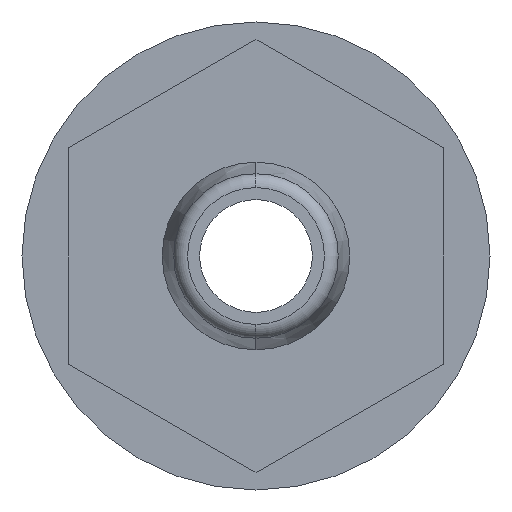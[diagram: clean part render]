
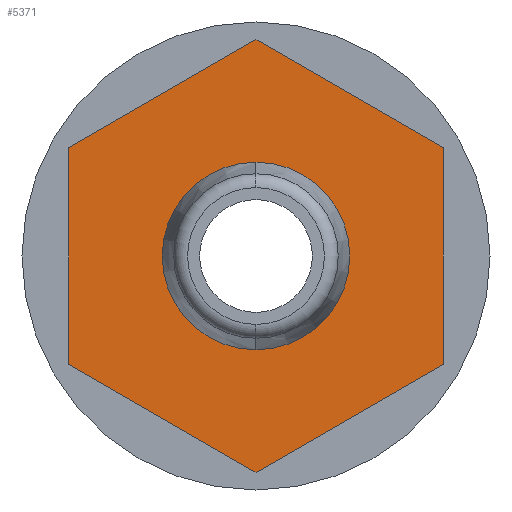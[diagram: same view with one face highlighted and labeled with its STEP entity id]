
A CAD part, left-side view. The second image highlights one B-rep face of the part: STEP entity #5371.
In plain terms, the highlighted planar face has unit normal (-1, 0, 0).
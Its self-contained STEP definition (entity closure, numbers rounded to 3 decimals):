
#18 = LINE ( 'NONE', #23, #4009 ) ;
#19 = CARTESIAN_POINT ( 'NONE',  ( -27.9, 0., 0. ) ) ;
#20 = DIRECTION ( 'NONE',  ( -1., 0., 0. ) ) ;
#21 = DIRECTION ( 'NONE',  ( 0., 0., 1. ) ) ;
#22 = DIRECTION ( 'NONE',  ( 0., 0., -1. ) ) ;
#23 = CARTESIAN_POINT ( 'NONE',  ( -27.9, 13.3, -7.679 ) ) ;
#24 = DIRECTION ( 'NONE',  ( 0., -0.866, -0.5 ) ) ;
#25 = LINE ( 'NONE', #26, #4012 ) ;
#26 = CARTESIAN_POINT ( 'NONE',  ( -27.9, 0., -15.358 ) ) ;
#27 = DIRECTION ( 'NONE',  ( 0., -0.866, 0.5 ) ) ;
#28 = LINE ( 'NONE', #29, #4015 ) ;
#29 = CARTESIAN_POINT ( 'NONE',  ( -27.9, -13.3, -7.679 ) ) ;
#30 = DIRECTION ( 'NONE',  ( 0., 0., 1. ) ) ;
#31 = LINE ( 'NONE', #32, #4007 ) ;
#32 = CARTESIAN_POINT ( 'NONE',  ( -27.9, -13.3, 7.679 ) ) ;
#33 = DIRECTION ( 'NONE',  ( 0., 0.866, 0.5 ) ) ;
#34 = LINE ( 'NONE', #35, #4011 ) ;
#35 = CARTESIAN_POINT ( 'NONE',  ( -27.9, 0., 15.358 ) ) ;
#36 = DIRECTION ( 'NONE',  ( 0., 0.866, -0.5 ) ) ;
#1308 = CARTESIAN_POINT ( 'NONE',  ( -27.9, 0., 0. ) ) ;
#1309 = DIRECTION ( 'NONE',  ( -1., 0., 0. ) ) ;
#1310 = DIRECTION ( 'NONE',  ( 0., 0., 1. ) ) ;
#1544 = EDGE_LOOP ( 'NONE', ( #4701, #4702, #4703, #4704, #4705, #4706 ) ) ;
#1547 = EDGE_LOOP ( 'NONE', ( #4699, #4700 ) ) ;
#2065 = LINE ( 'NONE', #2077, #4017 ) ;
#2077 = CARTESIAN_POINT ( 'NONE',  ( -27.9, 13.3, 7.679 ) ) ;
#2189 = AXIS2_PLACEMENT_3D ( 'NONE', #2519, #2527, #2528 ) ;
#2519 = CARTESIAN_POINT ( 'NONE',  ( -27.9, 15.358, 0. ) ) ;
#2520 = FACE_OUTER_BOUND ( 'NONE', #1544, .T. ) ;
#2524 = FACE_BOUND ( 'NONE', #1547, .T. ) ;
#2525 = PLANE ( 'NONE',  #2189 ) ;
#2527 = DIRECTION ( 'NONE',  ( 1., 0., 0. ) ) ;
#2528 = DIRECTION ( 'NONE',  ( 0., 0., -1. ) ) ;
#2785 = CARTESIAN_POINT ( 'NONE',  ( -27.9, 13.3, -7.679 ) ) ;
#2787 = CARTESIAN_POINT ( 'NONE',  ( -27.9, 13.3, 7.679 ) ) ;
#2793 = CARTESIAN_POINT ( 'NONE',  ( -27.9, 0., -15.358 ) ) ;
#2795 = CARTESIAN_POINT ( 'NONE',  ( -27.9, -13.3, -7.679 ) ) ;
#2797 = CARTESIAN_POINT ( 'NONE',  ( -27.9, -13.3, 7.679 ) ) ;
#2799 = CARTESIAN_POINT ( 'NONE',  ( -27.9, 0., 15.358 ) ) ;
#2958 = EDGE_CURVE ( 'NONE', #5493, #5491, #5104, .T. ) ;
#4007 = VECTOR ( 'NONE', #33, 1000. ) ;
#4008 = AXIS2_PLACEMENT_3D ( 'NONE', #19, #20, #21 ) ;
#4009 = VECTOR ( 'NONE', #24, 1000. ) ;
#4010 = CIRCLE ( 'NONE', #4008, 6.65 ) ;
#4011 = VECTOR ( 'NONE', #36, 1000. ) ;
#4012 = VECTOR ( 'NONE', #27, 1000. ) ;
#4015 = VECTOR ( 'NONE', #30, 1000. ) ;
#4017 = VECTOR ( 'NONE', #22, 1000. ) ;
#4679 = VERTEX_POINT ( 'NONE', #2785 ) ;
#4680 = VERTEX_POINT ( 'NONE', #2787 ) ;
#4683 = VERTEX_POINT ( 'NONE', #2793 ) ;
#4684 = VERTEX_POINT ( 'NONE', #2795 ) ;
#4685 = VERTEX_POINT ( 'NONE', #2797 ) ;
#4686 = VERTEX_POINT ( 'NONE', #2799 ) ;
#4699 = ORIENTED_EDGE ( 'NONE', *, *, #2958, .F. ) ;
#4700 = ORIENTED_EDGE ( 'NONE', *, *, #5318, .F. ) ;
#4701 = ORIENTED_EDGE ( 'NONE', *, *, #5319, .T. ) ;
#4702 = ORIENTED_EDGE ( 'NONE', *, *, #5320, .T. ) ;
#4703 = ORIENTED_EDGE ( 'NONE', *, *, #5321, .T. ) ;
#4704 = ORIENTED_EDGE ( 'NONE', *, *, #5322, .T. ) ;
#4705 = ORIENTED_EDGE ( 'NONE', *, *, #5323, .T. ) ;
#4706 = ORIENTED_EDGE ( 'NONE', *, *, #5324, .T. ) ;
#5015 = CARTESIAN_POINT ( 'NONE',  ( -27.9, 0., -6.65 ) ) ;
#5017 = CARTESIAN_POINT ( 'NONE',  ( -27.9, 0., 6.65 ) ) ;
#5097 = AXIS2_PLACEMENT_3D ( 'NONE', #1308, #1309, #1310 ) ;
#5104 = CIRCLE ( 'NONE', #5097, 6.65 ) ;
#5318 = EDGE_CURVE ( 'NONE', #5491, #5493, #4010, .T. ) ;
#5319 = EDGE_CURVE ( 'NONE', #4680, #4679, #2065, .T. ) ;
#5320 = EDGE_CURVE ( 'NONE', #4679, #4683, #18, .T. ) ;
#5321 = EDGE_CURVE ( 'NONE', #4683, #4684, #25, .T. ) ;
#5322 = EDGE_CURVE ( 'NONE', #4684, #4685, #28, .T. ) ;
#5323 = EDGE_CURVE ( 'NONE', #4685, #4686, #31, .T. ) ;
#5324 = EDGE_CURVE ( 'NONE', #4686, #4680, #34, .T. ) ;
#5371 = ADVANCED_FACE ( 'NONE', ( #2524, #2520 ), #2525, .F. ) ;
#5491 = VERTEX_POINT ( 'NONE', #5015 ) ;
#5493 = VERTEX_POINT ( 'NONE', #5017 ) ;
